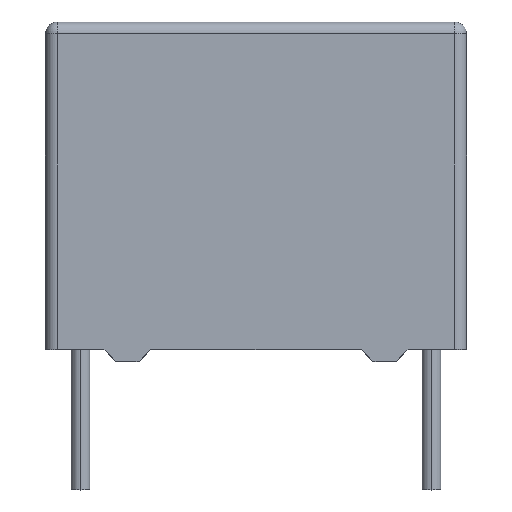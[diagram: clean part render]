
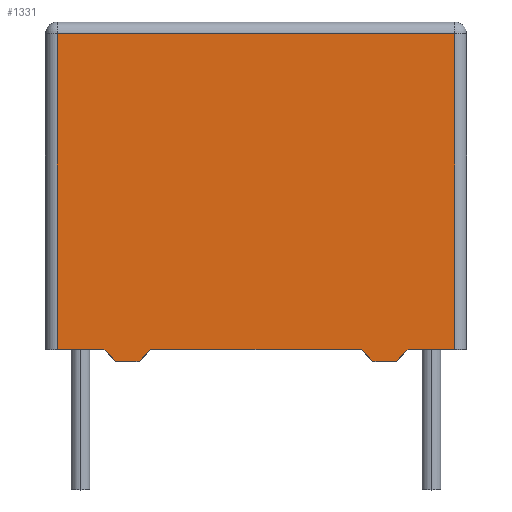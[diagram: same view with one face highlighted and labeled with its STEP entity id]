
A CAD part, top view. The second image highlights one B-rep face of the part: STEP entity #1331.
In plain terms, the highlighted planar face has unit normal (0, 0, 1).
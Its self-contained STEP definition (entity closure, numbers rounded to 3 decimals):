
#15 = ORIENTED_EDGE ( 'NONE', *, *, #1351, .T. ) ;
#65 = EDGE_CURVE ( 'NONE', #1263, #1616, #225, .T. ) ;
#74 = CARTESIAN_POINT ( 'NONE',  ( -4.5, 0., 4.25 ) ) ;
#86 = LINE ( 'NONE', #388, #682 ) ;
#110 = ORIENTED_EDGE ( 'NONE', *, *, #65, .T. ) ;
#125 = VECTOR ( 'NONE', #686, 1000. ) ;
#127 = CARTESIAN_POINT ( 'NONE',  ( 6., -0.5, 4.25 ) ) ;
#158 = LINE ( 'NONE', #310, #387 ) ;
#160 = CARTESIAN_POINT ( 'NONE',  ( 8.5, 0., 4.25 ) ) ;
#166 = CARTESIAN_POINT ( 'NONE',  ( 5., -0.5, 4.25 ) ) ;
#213 = CARTESIAN_POINT ( 'NONE',  ( -9., 0., 4.25 ) ) ;
#225 = LINE ( 'NONE', #1527, #1027 ) ;
#228 = VECTOR ( 'NONE', #859, 1000. ) ;
#240 = DIRECTION ( 'NONE',  ( 0., 1., 0. ) ) ;
#260 = CARTESIAN_POINT ( 'NONE',  ( -6., -0.5, 4.25 ) ) ;
#270 = VERTEX_POINT ( 'NONE', #1743 ) ;
#271 = ORIENTED_EDGE ( 'NONE', *, *, #1015, .T. ) ;
#274 = EDGE_LOOP ( 'NONE', ( #110, #392, #271, #960, #1528, #608, #502, #15, #1697, #1281, #1177, #1406 ) ) ;
#304 = VERTEX_POINT ( 'NONE', #1488 ) ;
#310 = CARTESIAN_POINT ( 'NONE',  ( 5., -0.5, 4.25 ) ) ;
#314 = CARTESIAN_POINT ( 'NONE',  ( -9., 14., 4.25 ) ) ;
#387 = VECTOR ( 'NONE', #1700, 1000. ) ;
#388 = CARTESIAN_POINT ( 'NONE',  ( -9., 0., 4.25 ) ) ;
#392 = ORIENTED_EDGE ( 'NONE', *, *, #605, .T. ) ;
#415 = EDGE_CURVE ( 'NONE', #1468, #270, #1729, .T. ) ;
#449 = DIRECTION ( 'NONE',  ( -1., 0., 0. ) ) ;
#459 = CARTESIAN_POINT ( 'NONE',  ( 8.5, 13.5, 4.25 ) ) ;
#499 = DIRECTION ( 'NONE',  ( 1., 0., 0. ) ) ;
#502 = ORIENTED_EDGE ( 'NONE', *, *, #835, .T. ) ;
#516 = VERTEX_POINT ( 'NONE', #127 ) ;
#533 = VERTEX_POINT ( 'NONE', #1357 ) ;
#545 = VERTEX_POINT ( 'NONE', #166 ) ;
#571 = PLANE ( 'NONE',  #776 ) ;
#583 = LINE ( 'NONE', #836, #125 ) ;
#593 = LINE ( 'NONE', #213, #1502 ) ;
#603 = VERTEX_POINT ( 'NONE', #160 ) ;
#605 = EDGE_CURVE ( 'NONE', #1616, #533, #1277, .T. ) ;
#608 = ORIENTED_EDGE ( 'NONE', *, *, #905, .T. ) ;
#614 = CARTESIAN_POINT ( 'NONE',  ( 4.5, -0.5, 4.25 ) ) ;
#682 = VECTOR ( 'NONE', #1335, 1000. ) ;
#686 = DIRECTION ( 'NONE',  ( 0.707, 0.707, 0. ) ) ;
#761 = DIRECTION ( 'NONE',  ( 1., 0., 0. ) ) ;
#776 = AXIS2_PLACEMENT_3D ( 'NONE', #314, #999, #1138 ) ;
#808 = EDGE_CURVE ( 'NONE', #603, #1263, #880, .T. ) ;
#824 = DIRECTION ( 'NONE',  ( 0.707, 0.707, 0. ) ) ;
#835 = EDGE_CURVE ( 'NONE', #1113, #1329, #86, .T. ) ;
#836 = CARTESIAN_POINT ( 'NONE',  ( 6., -0.5, 4.25 ) ) ;
#853 = DIRECTION ( 'NONE',  ( -1., 0., 0. ) ) ;
#855 = CARTESIAN_POINT ( 'NONE',  ( -8.5, 14., 4.25 ) ) ;
#859 = DIRECTION ( 'NONE',  ( 0., -1., 0. ) ) ;
#864 = CARTESIAN_POINT ( 'NONE',  ( -6.5, 0., 4.25 ) ) ;
#880 = LINE ( 'NONE', #1072, #1569 ) ;
#883 = CARTESIAN_POINT ( 'NONE',  ( -8.5, 13.5, 4.25 ) ) ;
#905 = EDGE_CURVE ( 'NONE', #304, #1113, #1632, .T. ) ;
#943 = EDGE_CURVE ( 'NONE', #516, #1446, #583, .T. ) ;
#960 = ORIENTED_EDGE ( 'NONE', *, *, #415, .T. ) ;
#981 = LINE ( 'NONE', #1466, #1544 ) ;
#999 = DIRECTION ( 'NONE',  ( 0., 0., -1. ) ) ;
#1015 = EDGE_CURVE ( 'NONE', #533, #1468, #981, .T. ) ;
#1027 = VECTOR ( 'NONE', #853, 1000. ) ;
#1049 = VECTOR ( 'NONE', #1234, 1000. ) ;
#1072 = CARTESIAN_POINT ( 'NONE',  ( 8.5, 14., 4.25 ) ) ;
#1113 = VERTEX_POINT ( 'NONE', #74 ) ;
#1119 = CARTESIAN_POINT ( 'NONE',  ( 6.5, 0., 4.25 ) ) ;
#1138 = DIRECTION ( 'NONE',  ( -1., 0., 0. ) ) ;
#1140 = LINE ( 'NONE', #1421, #1248 ) ;
#1142 = CARTESIAN_POINT ( 'NONE',  ( 4.5, 0., 4.25 ) ) ;
#1177 = ORIENTED_EDGE ( 'NONE', *, *, #1763, .T. ) ;
#1234 = DIRECTION ( 'NONE',  ( 0.707, -0.707, 0. ) ) ;
#1248 = VECTOR ( 'NONE', #1303, 1000. ) ;
#1263 = VERTEX_POINT ( 'NONE', #459 ) ;
#1277 = LINE ( 'NONE', #855, #228 ) ;
#1281 = ORIENTED_EDGE ( 'NONE', *, *, #943, .T. ) ;
#1300 = FACE_OUTER_BOUND ( 'NONE', #274, .T. ) ;
#1303 = DIRECTION ( 'NONE',  ( -1., 0., 0. ) ) ;
#1329 = VERTEX_POINT ( 'NONE', #1142 ) ;
#1331 = ADVANCED_FACE ( 'NONE', ( #1300 ), #571, .F. ) ;
#1335 = DIRECTION ( 'NONE',  ( 1., 0., 0. ) ) ;
#1351 = EDGE_CURVE ( 'NONE', #1329, #545, #158, .T. ) ;
#1357 = CARTESIAN_POINT ( 'NONE',  ( -8.5, 0., 4.25 ) ) ;
#1405 = VECTOR ( 'NONE', #449, 1000. ) ;
#1406 = ORIENTED_EDGE ( 'NONE', *, *, #808, .T. ) ;
#1421 = CARTESIAN_POINT ( 'NONE',  ( -6.5, -0.5, 4.25 ) ) ;
#1446 = VERTEX_POINT ( 'NONE', #1119 ) ;
#1466 = CARTESIAN_POINT ( 'NONE',  ( -9., 0., 4.25 ) ) ;
#1468 = VERTEX_POINT ( 'NONE', #864 ) ;
#1488 = CARTESIAN_POINT ( 'NONE',  ( -5., -0.5, 4.25 ) ) ;
#1502 = VECTOR ( 'NONE', #499, 1000. ) ;
#1527 = CARTESIAN_POINT ( 'NONE',  ( -9., 13.5, 4.25 ) ) ;
#1528 = ORIENTED_EDGE ( 'NONE', *, *, #1582, .F. ) ;
#1541 = EDGE_CURVE ( 'NONE', #516, #545, #1702, .T. ) ;
#1544 = VECTOR ( 'NONE', #761, 1000. ) ;
#1569 = VECTOR ( 'NONE', #240, 1000. ) ;
#1582 = EDGE_CURVE ( 'NONE', #304, #270, #1140, .T. ) ;
#1616 = VERTEX_POINT ( 'NONE', #883 ) ;
#1632 = LINE ( 'NONE', #1776, #1734 ) ;
#1697 = ORIENTED_EDGE ( 'NONE', *, *, #1541, .F. ) ;
#1700 = DIRECTION ( 'NONE',  ( 0.707, -0.707, 0. ) ) ;
#1702 = LINE ( 'NONE', #614, #1405 ) ;
#1729 = LINE ( 'NONE', #260, #1049 ) ;
#1734 = VECTOR ( 'NONE', #824, 1000. ) ;
#1743 = CARTESIAN_POINT ( 'NONE',  ( -6., -0.5, 4.25 ) ) ;
#1763 = EDGE_CURVE ( 'NONE', #1446, #603, #593, .T. ) ;
#1776 = CARTESIAN_POINT ( 'NONE',  ( -5., -0.5, 4.25 ) ) ;
